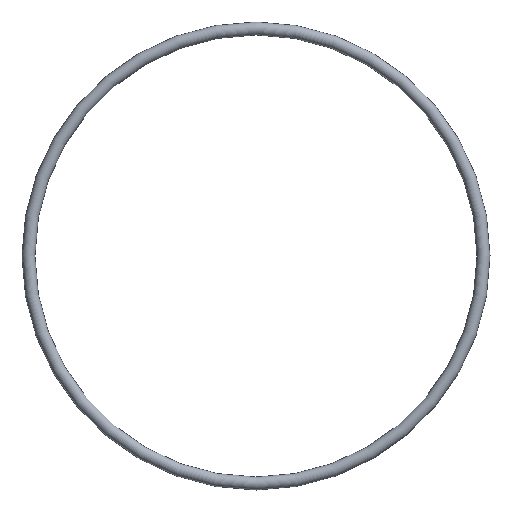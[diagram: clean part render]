
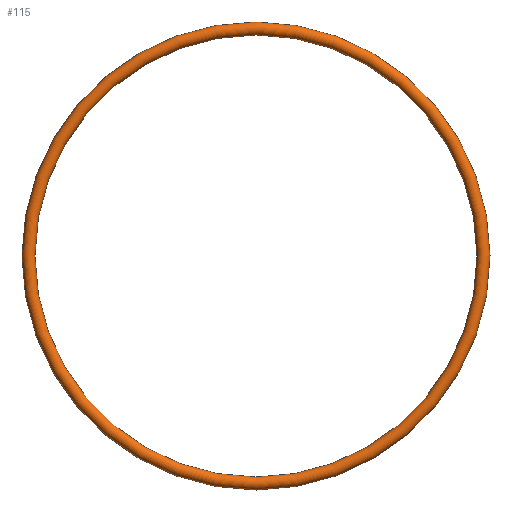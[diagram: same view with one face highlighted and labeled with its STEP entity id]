
A CAD part, left-side view. The second image highlights one B-rep face of the part: STEP entity #115.
In plain terms, the highlighted toroidal (fillet/blend) face has major radius 105 mm and minor radius 3 mm.
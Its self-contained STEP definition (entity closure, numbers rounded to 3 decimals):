
#73=CARTESIAN_POINT('',(-4.,102.,0.0));
#74=VERTEX_POINT('',#73);
#75=CARTESIAN_POINT('',(-4.,0.0,0.0));
#76=DIRECTION('',(1.0,0.0,0.0));
#77=DIRECTION('',(0.0,1.0,0.0));
#78=AXIS2_PLACEMENT_3D('',#75,#76,#77);
#79=CIRCLE('',#78,102.);
#80=EDGE_CURVE('',#74,#74,#79,.T.);
#96=CARTESIAN_POINT('',(-4.,0.0,0.0));
#97=DIRECTION('',(1.0,0.0,0.0));
#98=DIRECTION('',(0.0,0.0,-1.0));
#99=AXIS2_PLACEMENT_3D('',#96,#97,#98);
#100=TOROIDAL_SURFACE('',#99,105.0,3.0);
#101=ORIENTED_EDGE('',*,*,#80,.T.);
#102=EDGE_LOOP('',(#101));
#103=FACE_OUTER_BOUND('',#102,.T.);
#104=CARTESIAN_POINT('',(-4.,108.,0.0));
#105=VERTEX_POINT('',#104);
#106=CARTESIAN_POINT('',(-4.,0.0,0.0));
#107=DIRECTION('',(1.0,0.0,0.0));
#108=DIRECTION('',(0.0,1.0,0.0));
#109=AXIS2_PLACEMENT_3D('',#106,#107,#108);
#110=CIRCLE('',#109,108.);
#111=EDGE_CURVE('',#105,#105,#110,.T.);
#112=ORIENTED_EDGE('',*,*,#111,.F.);
#113=EDGE_LOOP('',(#112));
#114=FACE_BOUND('',#113,.T.);
#115=ADVANCED_FACE('',(#103,#114),#100,.T.);
